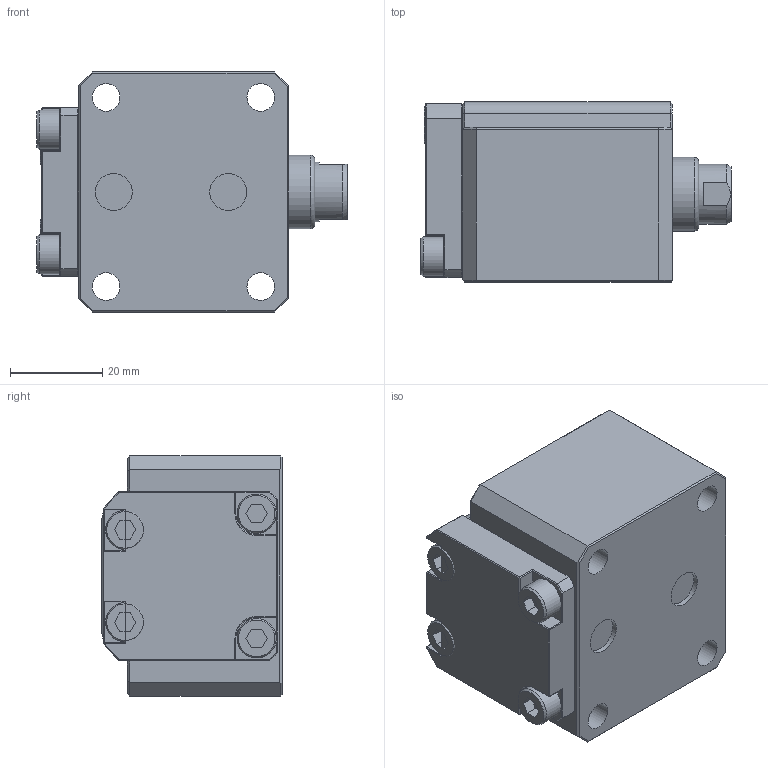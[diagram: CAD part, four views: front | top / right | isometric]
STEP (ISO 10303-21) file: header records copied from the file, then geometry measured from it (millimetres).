
FILE_DESCRIPTION(/* description */ ('Unknown'),/* implementation_level */ '2;1');
FILE_NAME(/* name */ 'HP-24-13',/* time_stamp */ '2023-06-01T10:43:40+05:00',/* author */ ('Unknown'),/* organization */ ('Unknown'),/* preprocessor_version */ 'ST-DEVELOPER v16.7',/* originating_system */ 'DEX',/* authorisation */ $);
FILE_SCHEMA (('AUTOMOTIVE_DESIGN {1 0 10303 214 3 1 1}'));
Length unit declared in the file: millimetre
Products named in the file (5): Hyd._Pusher-cyl-bore-25-stroke-13mm_asm; BODY-BORE-25-S-13_0; PISTON-BORE-25-S-13_0; BOTTOM-CAP-B25-NEW-_0; M5X12_0
Assembly tree (7 placements, depth 2):
  Hyd._Pusher-cyl-bore-25-stroke-13mm_asm
    BODY-BORE-25-S-13_0
    PISTON-BORE-25-S-13_0
    BOTTOM-CAP-B25-NEW-_0
    M5X12_0  x4
Bounding box: 67.2 x 39 x 52 mm (x, y, z)
Volume: 102274.9 mm3; surface area: 23784.3 mm2
Topology: 7 solids, 9 shells, 210 faces, 488 edges, 308 vertices
Faces by surface type: plane 141, cylinder 39, cone 28, torus 2
Full cylindrical faces by diameter (mm): 4.2 x4, 5 x4, 5.5 x4, 6 x4, 6.8 x1, 8 x2, 8.5 x4, 13 x1, 16 x1
Entity records: 4678 total; most frequent: DIRECTION 804, CARTESIAN_POINT 786, ORIENTED_EDGE 702, EDGE_CURVE 351, AXIS2_PLACEMENT_3D 283, LINE 238, VECTOR 238, VERTEX_POINT 235
